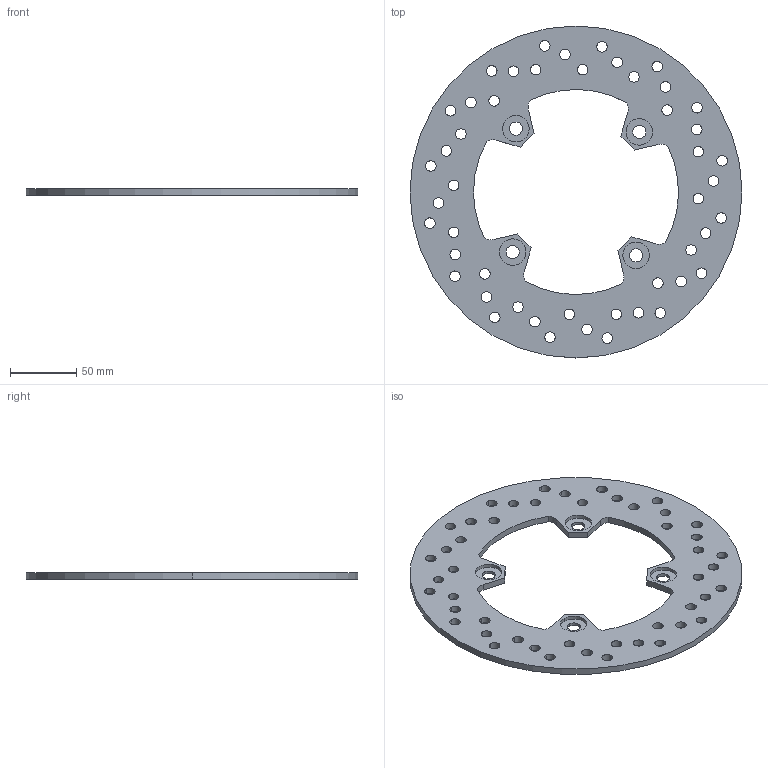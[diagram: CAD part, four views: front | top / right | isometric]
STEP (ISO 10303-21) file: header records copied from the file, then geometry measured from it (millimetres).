
FILE_DESCRIPTION (( 'STEP AP214' ), '1' );
FILE_NAME ('Akiruhanui_Kawasaki_Rear_Brake_Disk_STEP_AP214.STEP', '2025-12-10T15:40:07', ( '' ), ( '' ), 'SwSTEP 2.0', 'SolidWorks 2023', '' );
FILE_SCHEMA (( 'AUTOMOTIVE_DESIGN' ));
Length unit declared in the file: millimetre
Products named in the file (1): Akiruhanui_Kawasaki_Rear_Brake_Disk_STEP_AP214
Bounding box: 251 x 251 x 5 mm (x, y, z)
Volume: 149799.4 mm3; surface area: 74782.3 mm2
Topology: 1 solids, 1 shells, 146 faces, 420 edges, 280 vertices
Faces by surface type: cylinder 128, plane 18
Entity records: 5175 total; most frequent: DIRECTION 970, CARTESIAN_POINT 847, ORIENTED_EDGE 840, EDGE_CURVE 420, AXIS2_PLACEMENT_3D 403, VERTEX_POINT 280, EDGE_LOOP 256, CIRCLE 256
